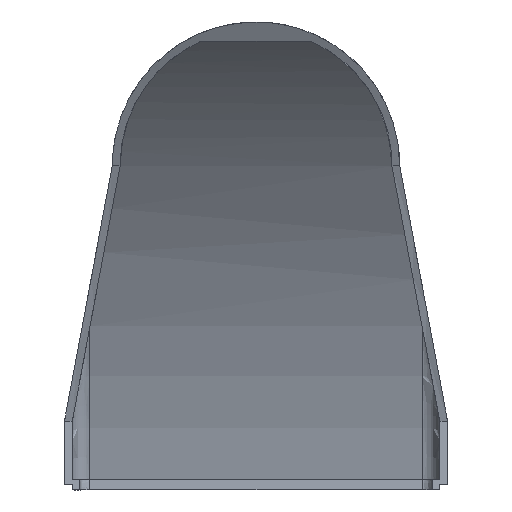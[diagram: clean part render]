
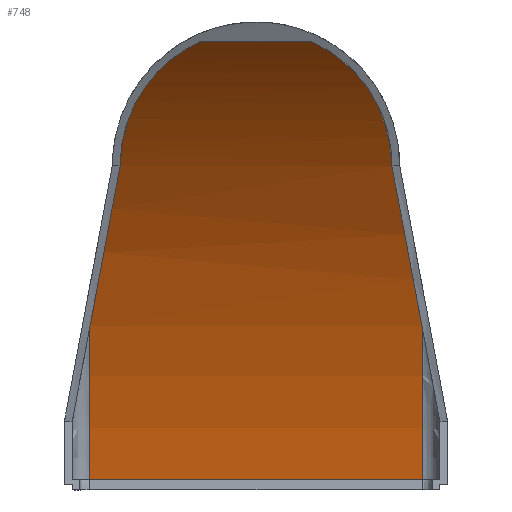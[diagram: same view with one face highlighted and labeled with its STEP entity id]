
A CAD part, left-side view. The second image highlights one B-rep face of the part: STEP entity #748.
In plain terms, the highlighted cylindrical face has radius 297 mm (diameter 594 mm), a partial arc.
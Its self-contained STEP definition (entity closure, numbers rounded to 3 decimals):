
#15=ELLIPSE('',#813,302.176,297.);
#16=ELLIPSE('',#814,302.176,297.);
#23=CYLINDRICAL_SURFACE('',#811,297.);
#32=CIRCLE('',#810,297.);
#33=CIRCLE('',#812,297.);
#50=B_SPLINE_CURVE_WITH_KNOTS('',3,(#1541,#1542,#1543,#1544,#1545,#1546,
#1547,#1548,#1549,#1550,#1551,#1552),.UNSPECIFIED.,.F.,.F.,(4,2,2,2,2,4),
(0.602,0.665,7.356,14.867,
20.743,21.093),.UNSPECIFIED.);
#51=B_SPLINE_CURVE_WITH_KNOTS('',3,(#1554,#1555,#1556,#1557,#1558,#1559),
 .UNSPECIFIED.,.F.,.F.,(4,2,4),(-7.797,-5.625,-3.453),
 .UNSPECIFIED.);
#52=B_SPLINE_CURVE_WITH_KNOTS('',3,(#1561,#1562,#1563,#1564,#1565,#1566,
#1567,#1568,#1569,#1570,#1571,#1572,#1573,#1574,#1575,#1576,#1577,#1578,
#1579,#1580,#1581,#1582),.UNSPECIFIED.,.F.,.F.,(4,2,2,2,2,2,2,2,2,2,4),
(1.386,1.651,2.436,3.26,3.359,
3.445,3.751,3.829,3.888,3.891,
3.898),.UNSPECIFIED.);
#91=FACE_OUTER_BOUND('',#133,.T.);
#133=EDGE_LOOP('',(#558,#559,#560,#561,#562,#563,#564,#565));
#191=LINE('',#1499,#259);
#259=VECTOR('',#896,10.);
#322=VERTEX_POINT('',#1454);
#326=VERTEX_POINT('',#1480);
#332=VERTEX_POINT('',#1513);
#333=VERTEX_POINT('',#1536);
#334=VERTEX_POINT('',#1538);
#335=VERTEX_POINT('',#1540);
#336=VERTEX_POINT('',#1553);
#337=VERTEX_POINT('',#1560);
#410=EDGE_CURVE('',#322,#326,#191,.T.);
#417=EDGE_CURVE('',#332,#322,#32,.T.);
#419=EDGE_CURVE('',#326,#333,#33,.T.);
#420=EDGE_CURVE('',#334,#333,#15,.T.);
#421=EDGE_CURVE('',#335,#334,#50,.F.);
#422=EDGE_CURVE('',#336,#335,#51,.T.);
#423=EDGE_CURVE('',#337,#336,#52,.F.);
#424=EDGE_CURVE('',#332,#337,#16,.T.);
#558=ORIENTED_EDGE('',*,*,#410,.T.);
#559=ORIENTED_EDGE('',*,*,#419,.T.);
#560=ORIENTED_EDGE('',*,*,#420,.F.);
#561=ORIENTED_EDGE('',*,*,#421,.F.);
#562=ORIENTED_EDGE('',*,*,#422,.F.);
#563=ORIENTED_EDGE('',*,*,#423,.F.);
#564=ORIENTED_EDGE('',*,*,#424,.F.);
#565=ORIENTED_EDGE('',*,*,#417,.T.);
#748=ADVANCED_FACE('',(#91),#23,.F.);
#810=AXIS2_PLACEMENT_3D('',#1514,#908,#909);
#811=AXIS2_PLACEMENT_3D('',#1535,#910,#911);
#812=AXIS2_PLACEMENT_3D('',#1537,#912,#913);
#813=AXIS2_PLACEMENT_3D('',#1539,#914,#915);
#814=AXIS2_PLACEMENT_3D('',#1583,#916,#917);
#896=DIRECTION('',(0.,-1.,0.));
#908=DIRECTION('center_axis',(0.,1.,0.));
#909=DIRECTION('ref_axis',(0.86,0.,0.51));
#910=DIRECTION('center_axis',(0.,-1.,0.));
#911=DIRECTION('ref_axis',(0.626,0.,0.78));
#912=DIRECTION('center_axis',(0.,-1.,0.));
#913=DIRECTION('ref_axis',(0.86,0.,0.51));
#914=DIRECTION('center_axis',(0.,0.983,-0.184));
#915=DIRECTION('ref_axis',(0.,0.184,0.983));
#916=DIRECTION('center_axis',(0.,-0.983,
-0.184));
#917=DIRECTION('ref_axis',(0.,-0.184,0.983));
#1454=CARTESIAN_POINT('',(-3.416,-10.,182.588));
#1480=CARTESIAN_POINT('',(-3.416,-140.,182.588));
#1499=CARTESIAN_POINT('',(-3.416,0.,182.588));
#1513=CARTESIAN_POINT('',(-21.414,-10.,242.642));
#1514=CARTESIAN_POINT('Origin',(-295.325,-10.,127.831));
#1535=CARTESIAN_POINT('Origin',(-295.325,0.,
127.831));
#1536=CARTESIAN_POINT('',(-21.414,-140.,242.642));
#1537=CARTESIAN_POINT('Origin',(-295.325,-140.,127.831));
#1538=CARTESIAN_POINT('',(-57.185,-128.25,305.309));
#1539=CARTESIAN_POINT('Origin',(-295.325,-161.527,127.831));
#1540=CARTESIAN_POINT('',(-103.067,-96.719,354.207));
#1541=CARTESIAN_POINT('Ctrl Pts',(-57.185,-128.25,305.309));
#1542=CARTESIAN_POINT('Ctrl Pts',(-57.284,-128.25,305.442));
#1543=CARTESIAN_POINT('Ctrl Pts',(-57.362,-128.25,305.546));
#1544=CARTESIAN_POINT('Ctrl Pts',(-62.638,-128.247,312.606));
#1545=CARTESIAN_POINT('Ctrl Pts',(-68.212,-126.864,319.4));
#1546=CARTESIAN_POINT('Ctrl Pts',(-80.033,-121.487,332.639));
#1547=CARTESIAN_POINT('Ctrl Pts',(-85.929,-117.351,338.569));
#1548=CARTESIAN_POINT('Ctrl Pts',(-94.885,-108.812,347.062));
#1549=CARTESIAN_POINT('Ctrl Pts',(-99.088,-103.915,350.811));
#1550=CARTESIAN_POINT('Ctrl Pts',(-102.674,-97.456,353.873));
#1551=CARTESIAN_POINT('Ctrl Pts',(-102.873,-97.089,354.041));
#1552=CARTESIAN_POINT('Ctrl Pts',(-103.067,-96.719,354.207));
#1553=CARTESIAN_POINT('',(-103.067,-53.281,354.207));
#1554=CARTESIAN_POINT('Ctrl Pts',(-103.067,-53.281,354.207));
#1555=CARTESIAN_POINT('Ctrl Pts',(-103.067,-60.521,354.207));
#1556=CARTESIAN_POINT('Ctrl Pts',(-103.067,-67.76,354.207));
#1557=CARTESIAN_POINT('Ctrl Pts',(-103.067,-82.24,354.207));
#1558=CARTESIAN_POINT('Ctrl Pts',(-103.067,-89.479,354.207));
#1559=CARTESIAN_POINT('Ctrl Pts',(-103.067,-96.719,354.207));
#1560=CARTESIAN_POINT('',(-57.185,-21.75,305.309));
#1561=CARTESIAN_POINT('Ctrl Pts',(-103.067,-53.281,354.207));
#1562=CARTESIAN_POINT('Ctrl Pts',(-102.227,-51.684,353.493));
#1563=CARTESIAN_POINT('Ctrl Pts',(-101.285,-50.085,352.685));
#1564=CARTESIAN_POINT('Ctrl Pts',(-97.132,-43.785,349.067));
#1565=CARTESIAN_POINT('Ctrl Pts',(-93.112,-39.162,345.463));
#1566=CARTESIAN_POINT('Ctrl Pts',(-83.267,-30.732,335.893));
#1567=CARTESIAN_POINT('Ctrl Pts',(-77.456,-27.037,329.895));
#1568=CARTESIAN_POINT('Ctrl Pts',(-70.56,-24.326,321.972));
#1569=CARTESIAN_POINT('Ctrl Pts',(-69.82,-24.056,321.112));
#1570=CARTESIAN_POINT('Ctrl Pts',(-68.439,-23.591,319.489));
#1571=CARTESIAN_POINT('Ctrl Pts',(-67.801,-23.391,318.731));
#1572=CARTESIAN_POINT('Ctrl Pts',(-64.897,-22.56,315.247));
#1573=CARTESIAN_POINT('Ctrl Pts',(-62.628,-22.112,312.423));
#1574=CARTESIAN_POINT('Ctrl Pts',(-59.845,-21.844,308.826));
#1575=CARTESIAN_POINT('Ctrl Pts',(-59.284,-21.804,308.094));
#1576=CARTESIAN_POINT('Ctrl Pts',(-58.306,-21.761,306.804));
#1577=CARTESIAN_POINT('Ctrl Pts',(-57.887,-21.751,306.248));
#1578=CARTESIAN_POINT('Ctrl Pts',(-57.45,-21.75,305.664));
#1579=CARTESIAN_POINT('Ctrl Pts',(-57.431,-21.75,305.638));
#1580=CARTESIAN_POINT('Ctrl Pts',(-57.362,-21.75,305.546));
#1581=CARTESIAN_POINT('Ctrl Pts',(-57.284,-21.75,305.442));
#1582=CARTESIAN_POINT('Ctrl Pts',(-57.185,-21.75,305.309));
#1583=CARTESIAN_POINT('Origin',(-295.325,11.527,127.831));
